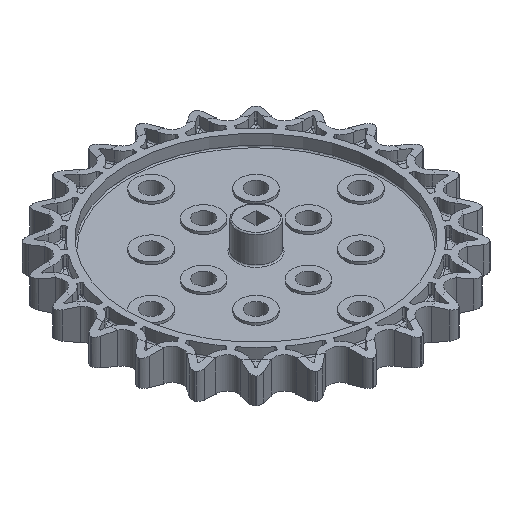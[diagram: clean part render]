
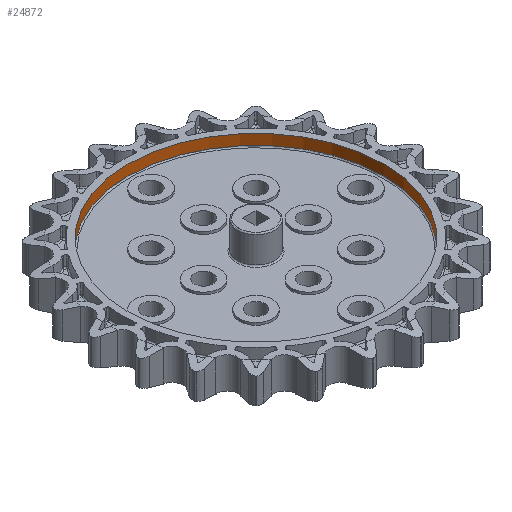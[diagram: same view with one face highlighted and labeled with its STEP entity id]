
A CAD part, isometric view. The second image highlights one B-rep face of the part: STEP entity #24872.
In plain terms, the highlighted cylindrical face has radius 31 mm (diameter 62 mm), a full revolution.
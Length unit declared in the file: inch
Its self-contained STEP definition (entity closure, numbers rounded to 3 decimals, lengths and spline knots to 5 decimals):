
#2029=LINE('',#50751,#3377);
#3377=VECTOR('',#35807,1.22047);
#4089=CYLINDRICAL_SURFACE('',#28076,1.22047);
#6392=FACE_OUTER_BOUND('',#7941,.T.);
#7941=EDGE_LOOP('',(#23071,#23072,#23073,#23074,#23075,#23076));
#9581=CIRCLE('',#28050,1.22047);
#9582=CIRCLE('',#28051,1.22047);
#9595=CIRCLE('',#28077,1.22047);
#9596=CIRCLE('',#28078,1.22047);
#11857=VERTEX_POINT('',#50697);
#11858=VERTEX_POINT('',#50698);
#11871=VERTEX_POINT('',#50750);
#11872=VERTEX_POINT('',#50752);
#15597=EDGE_CURVE('',#11857,#11858,#9581,.T.);
#15598=EDGE_CURVE('',#11858,#11857,#9582,.T.);
#15623=EDGE_CURVE('',#11858,#11871,#2029,.T.);
#15624=EDGE_CURVE('',#11871,#11872,#9595,.T.);
#15625=EDGE_CURVE('',#11872,#11871,#9596,.T.);
#23071=ORIENTED_EDGE('',*,*,#15597,.F.);
#23072=ORIENTED_EDGE('',*,*,#15598,.F.);
#23073=ORIENTED_EDGE('',*,*,#15623,.T.);
#23074=ORIENTED_EDGE('',*,*,#15624,.T.);
#23075=ORIENTED_EDGE('',*,*,#15625,.T.);
#23076=ORIENTED_EDGE('',*,*,#15623,.F.);
#24872=ADVANCED_FACE('',(#6392),#4089,.F.);
#28050=AXIS2_PLACEMENT_3D('',#50699,#35741,#35742);
#28051=AXIS2_PLACEMENT_3D('',#50700,#35743,#35744);
#28076=AXIS2_PLACEMENT_3D('',#50749,#35805,#35806);
#28077=AXIS2_PLACEMENT_3D('',#50753,#35808,#35809);
#28078=AXIS2_PLACEMENT_3D('',#50754,#35810,#35811);
#35741=DIRECTION('center_axis',(0.,0.,-1.));
#35742=DIRECTION('ref_axis',(-1.,0.,0.));
#35743=DIRECTION('center_axis',(0.,0.,-1.));
#35744=DIRECTION('ref_axis',(-1.,0.,0.));
#35805=DIRECTION('center_axis',(0.,0.,-1.));
#35806=DIRECTION('ref_axis',(-1.,0.,0.));
#35807=DIRECTION('',(0.,0.,-1.));
#35808=DIRECTION('center_axis',(0.,0.,-1.));
#35809=DIRECTION('ref_axis',(1.,0.006,0.));
#35810=DIRECTION('center_axis',(0.,0.,-1.));
#35811=DIRECTION('ref_axis',(1.,0.006,0.));
#50697=CARTESIAN_POINT('',(-1.22047,0.,0.15));
#50698=CARTESIAN_POINT('',(1.22047,0.,0.15));
#50699=CARTESIAN_POINT('Origin',(0.,0.,0.15));
#50700=CARTESIAN_POINT('Origin',(0.,0.,0.15));
#50749=CARTESIAN_POINT('Origin',(0.,0.,0.15));
#50750=CARTESIAN_POINT('',(1.22047,0.,0.05118));
#50751=CARTESIAN_POINT('',(1.22047,0.,0.15));
#50752=CARTESIAN_POINT('',(-1.22047,0.,0.05118));
#50753=CARTESIAN_POINT('Origin',(0.,0.,0.05118));
#50754=CARTESIAN_POINT('Origin',(0.,0.,0.05118));
